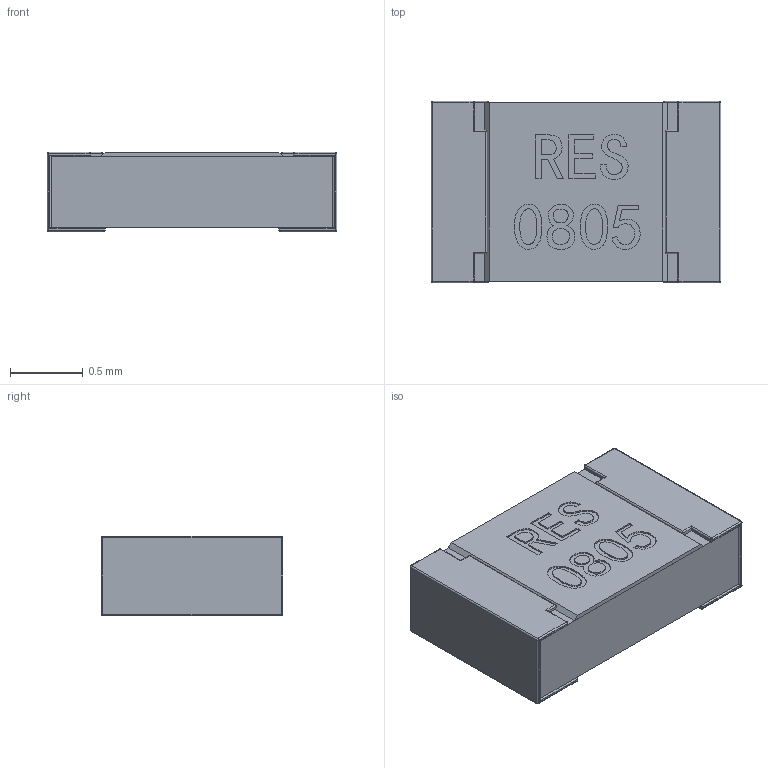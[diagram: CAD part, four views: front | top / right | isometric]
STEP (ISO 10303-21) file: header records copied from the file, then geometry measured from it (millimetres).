
FILE_DESCRIPTION (( 'STEP AP214' ), '1' );
FILE_NAME ('28CBA1D5-1836-4F4D-B96C-A1FCB0A8A85B.STEP', '2025-01-29T12:01:43', ( '' ), ( '' ), 'SwSTEP 2.0', 'SolidWorks 2022', '' );
FILE_SCHEMA (( 'AUTOMOTIVE_DESIGN' ));
Length unit declared in the file: millimetre
Products named in the file (1): 28CBA1D5-1836-4F4D-B96C-A1FCB0A8A85B
Bounding box: 2 x 1.25 x 0.55 mm (x, y, z)
Volume: 1.3 mm3; surface area: 11.8 mm2
Topology: 2 solids, 2 shells, 175 faces, 425 edges, 250 vertices
Faces by surface type: plane 76, cylinder 48, bspline 35, sphere 16
Entity records: 10355 total; most frequent: CARTESIAN_POINT 4688, ORIENTED_EDGE 818, DIRECTION 649, EDGE_CURVE 409, VECTOR 263, LINE 263, VERTEX_POINT 250, AXIS2_PLACEMENT_3D 193
